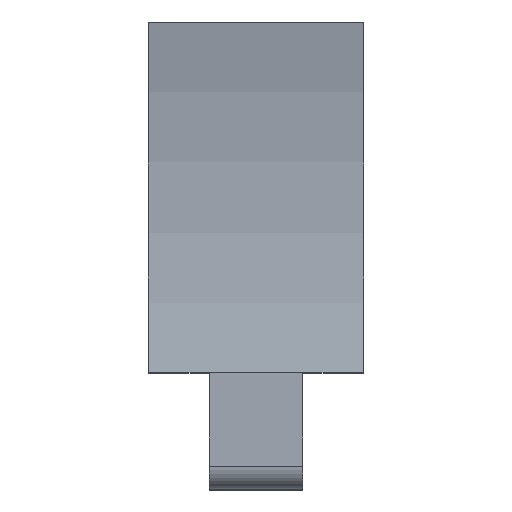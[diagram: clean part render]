
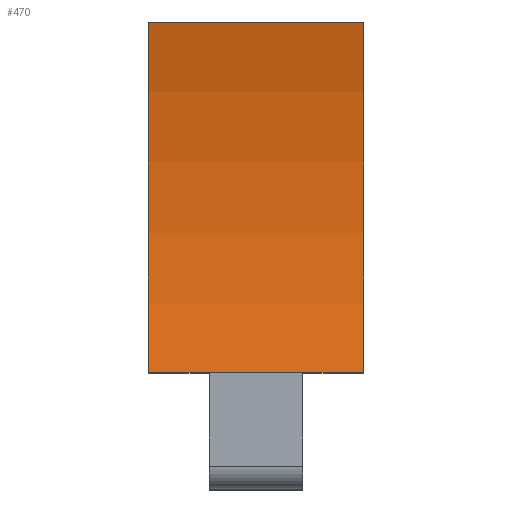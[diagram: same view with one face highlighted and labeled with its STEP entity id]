
A CAD part, top view. The second image highlights one B-rep face of the part: STEP entity #470.
In plain terms, the highlighted cylindrical face has radius 65 mm (diameter 130 mm), a partial arc.
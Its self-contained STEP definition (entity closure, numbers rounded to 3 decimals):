
#10 = CARTESIAN_POINT ( 'NONE',  ( 18.4, 0., 0. ) ) ;
#15 = ORIENTED_EDGE ( 'NONE', *, *, #1103, .F. ) ;
#17 = EDGE_CURVE ( 'NONE', #884, #1134, #365, .T. ) ;
#35 = FACE_OUTER_BOUND ( 'NONE', #405, .T. ) ;
#38 = EDGE_CURVE ( 'NONE', #824, #778, #887, .T. ) ;
#49 = DIRECTION ( 'NONE',  ( -1., 0., 0. ) ) ;
#112 = EDGE_CURVE ( 'NONE', #946, #778, #590, .T. ) ;
#148 = EDGE_CURVE ( 'NONE', #718, #884, #500, .T. ) ;
#212 = CARTESIAN_POINT ( 'NONE',  ( 18.4, 15., 63.246 ) ) ;
#214 = ORIENTED_EDGE ( 'NONE', *, *, #112, .T. ) ;
#359 = CARTESIAN_POINT ( 'NONE',  ( 0., 15., 63.246 ) ) ;
#365 = LINE ( 'NONE', #476, #764 ) ;
#371 = VECTOR ( 'NONE', #554, 1000. ) ;
#382 = CARTESIAN_POINT ( 'NONE',  ( 5.2, 0., 0. ) ) ;
#405 = EDGE_LOOP ( 'NONE', ( #214, #889, #15, #802, #998, #715 ) ) ;
#407 = CYLINDRICAL_SURFACE ( 'NONE', #1107, 65. ) ;
#434 = VECTOR ( 'NONE', #49, 1000. ) ;
#436 = CARTESIAN_POINT ( 'NONE',  ( 13.2, 0., 0. ) ) ;
#444 = CARTESIAN_POINT ( 'NONE',  ( 18.4, 30., 0. ) ) ;
#450 = CARTESIAN_POINT ( 'NONE',  ( 18.4, 15., 63.246 ) ) ;
#470 = ADVANCED_FACE ( 'NONE', ( #35 ), #407, .F. ) ;
#476 = CARTESIAN_POINT ( 'NONE',  ( 18.4, 0., 0. ) ) ;
#490 = DIRECTION ( 'NONE',  ( -1., 0., 0. ) ) ;
#499 = CARTESIAN_POINT ( 'NONE',  ( 0., 30., 0. ) ) ;
#500 = CIRCLE ( 'NONE', #1131, 65. ) ;
#534 = DIRECTION ( 'NONE',  ( -1., 0., 0. ) ) ;
#554 = DIRECTION ( 'NONE',  ( -1., 0., 0. ) ) ;
#559 = CARTESIAN_POINT ( 'NONE',  ( 0., 0., 0. ) ) ;
#578 = DIRECTION ( 'NONE',  ( -1., 0., 0. ) ) ;
#590 = CIRCLE ( 'NONE', #1079, 65. ) ;
#605 = DIRECTION ( 'NONE',  ( -1., 0., 0. ) ) ;
#715 = ORIENTED_EDGE ( 'NONE', *, *, #1089, .T. ) ;
#718 = VERTEX_POINT ( 'NONE', #444 ) ;
#764 = VECTOR ( 'NONE', #534, 1000. ) ;
#767 = DIRECTION ( 'NONE',  ( -1., 0., 0. ) ) ;
#778 = VERTEX_POINT ( 'NONE', #559 ) ;
#802 = ORIENTED_EDGE ( 'NONE', *, *, #17, .F. ) ;
#824 = VERTEX_POINT ( 'NONE', #382 ) ;
#826 = CARTESIAN_POINT ( 'NONE',  ( 18.4, 30., 0. ) ) ;
#833 = LINE ( 'NONE', #826, #1032 ) ;
#835 = CARTESIAN_POINT ( 'NONE',  ( 18.4, 0., 0. ) ) ;
#884 = VERTEX_POINT ( 'NONE', #835 ) ;
#887 = LINE ( 'NONE', #10, #371 ) ;
#889 = ORIENTED_EDGE ( 'NONE', *, *, #38, .F. ) ;
#916 = DIRECTION ( 'NONE',  ( 0., 0., 1. ) ) ;
#946 = VERTEX_POINT ( 'NONE', #499 ) ;
#998 = ORIENTED_EDGE ( 'NONE', *, *, #148, .F. ) ;
#1032 = VECTOR ( 'NONE', #490, 1000. ) ;
#1035 = DIRECTION ( 'NONE',  ( 0., 0., -1. ) ) ;
#1079 = AXIS2_PLACEMENT_3D ( 'NONE', #359, #605, #1035 ) ;
#1089 = EDGE_CURVE ( 'NONE', #718, #946, #833, .T. ) ;
#1097 = LINE ( 'NONE', #1101, #434 ) ;
#1101 = CARTESIAN_POINT ( 'NONE',  ( 3.2, 0., 0. ) ) ;
#1103 = EDGE_CURVE ( 'NONE', #1134, #824, #1097, .T. ) ;
#1107 = AXIS2_PLACEMENT_3D ( 'NONE', #212, #578, #916 ) ;
#1120 = DIRECTION ( 'NONE',  ( 0., 0., -1. ) ) ;
#1131 = AXIS2_PLACEMENT_3D ( 'NONE', #450, #767, #1120 ) ;
#1134 = VERTEX_POINT ( 'NONE', #436 ) ;
